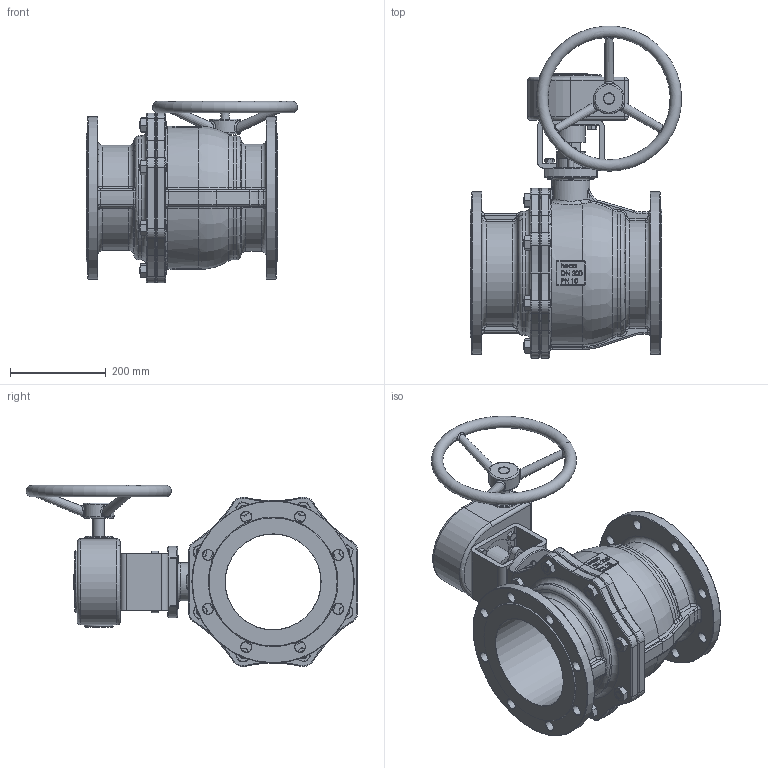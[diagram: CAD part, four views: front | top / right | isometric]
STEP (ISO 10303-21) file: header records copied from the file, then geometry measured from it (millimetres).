
FILE_DESCRIPTION (( 'STEP AP214' ), '1' );
FILE_NAME ('FK-800-000-4 Flanschkugelhahn heco step214.STEP', '2012-11-14T14:46:16', ( 'test' ), ( '' ), 'SwSTEP 2.0', 'SolidWorks 2011', '' );
FILE_SCHEMA (( 'AUTOMOTIVE_DESIGN' ));
Length unit declared in the file: millimetre
Products named in the file (1): FK-800-000-4 Flanschkugelhahn heco step214
Bounding box: 441.82 x 694.41 x 379.36 mm (x, y, z)
Volume: 17481932.6 mm3; surface area: 1377818.1 mm2
Topology: 1 solids, 1 shells, 1384 faces, 3369 edges, 2068 vertices
Faces by surface type: plane 435, bspline 325, cylinder 256, torus 191, cone 165, sphere 12
Full cylindrical faces by diameter (mm): 10 x4, 10.2 x4, 12 x4, 16 x24, 22 x16, 24 x2, 45 x1, 58 x1, 60 x3, 64 x1, 80 x2, 100 x1, 130 x1, 200 x1, 260 x1, 280 x1, 340 x2
Entity records: 75916 total; most frequent: CARTESIAN_POINT 31387, ORIENTED_EDGE 6246, DIRECTION 5409, EDGE_CURVE 3123, AXIS2_PLACEMENT_3D 2100, VERTEX_POINT 1999, EDGE_LOOP 1704, FACE_OUTER_BOUND 1480
